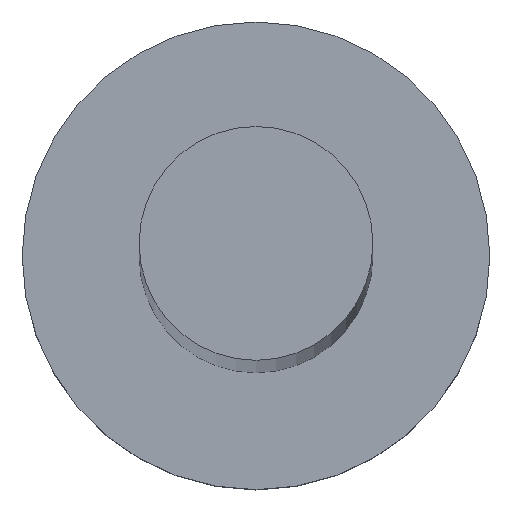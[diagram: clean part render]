
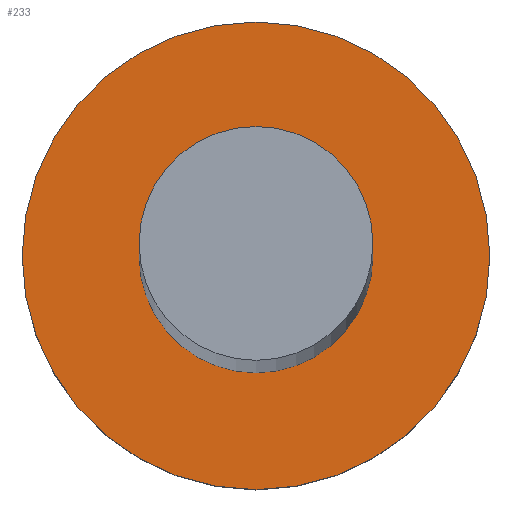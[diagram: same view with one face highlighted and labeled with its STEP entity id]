
A CAD part, top view. The second image highlights one B-rep face of the part: STEP entity #233.
In plain terms, the highlighted planar face has unit normal (0, 0, 1).
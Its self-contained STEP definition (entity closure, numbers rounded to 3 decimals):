
#6 = AXIS2_PLACEMENT_3D ( 'NONE', #163, #142, #226 ) ;
#11 = CARTESIAN_POINT ( 'NONE',  ( 4., 0., 3. ) ) ;
#14 = AXIS2_PLACEMENT_3D ( 'NONE', #35, #129, #253 ) ;
#21 = DIRECTION ( 'NONE',  ( 1., 0., 0. ) ) ;
#24 = DIRECTION ( 'NONE',  ( 0., 0., 1. ) ) ;
#27 = VERTEX_POINT ( 'NONE', #11 ) ;
#28 = CARTESIAN_POINT ( 'NONE',  ( 2., 0., 3. ) ) ;
#29 = EDGE_LOOP ( 'NONE', ( #112, #174 ) ) ;
#35 = CARTESIAN_POINT ( 'NONE',  ( 0., 0., 3. ) ) ;
#44 = FACE_BOUND ( 'NONE', #29, .T. ) ;
#51 = CARTESIAN_POINT ( 'NONE',  ( -4., 0., 3. ) ) ;
#54 = EDGE_CURVE ( 'NONE', #244, #212, #184, .T. ) ;
#55 = CARTESIAN_POINT ( 'NONE',  ( 0., 0., 3. ) ) ;
#59 = EDGE_CURVE ( 'NONE', #212, #244, #69, .T. ) ;
#60 = VERTEX_POINT ( 'NONE', #51 ) ;
#69 = CIRCLE ( 'NONE', #218, 2. ) ;
#72 = AXIS2_PLACEMENT_3D ( 'NONE', #251, #24, #194 ) ;
#86 = DIRECTION ( 'NONE',  ( 0., 0., 1. ) ) ;
#103 = CIRCLE ( 'NONE', #14, 4. ) ;
#105 = EDGE_CURVE ( 'NONE', #60, #27, #103, .T. ) ;
#110 = FACE_OUTER_BOUND ( 'NONE', #181, .T. ) ;
#112 = ORIENTED_EDGE ( 'NONE', *, *, #59, .F. ) ;
#114 = EDGE_CURVE ( 'NONE', #27, #60, #167, .T. ) ;
#122 = ORIENTED_EDGE ( 'NONE', *, *, #114, .T. ) ;
#129 = DIRECTION ( 'NONE',  ( 0., 0., 1. ) ) ;
#130 = DIRECTION ( 'NONE',  ( 0., 0., 1. ) ) ;
#142 = DIRECTION ( 'NONE',  ( 0., 0., 1. ) ) ;
#163 = CARTESIAN_POINT ( 'NONE',  ( 0., 0., 3. ) ) ;
#167 = CIRCLE ( 'NONE', #213, 4. ) ;
#174 = ORIENTED_EDGE ( 'NONE', *, *, #54, .F. ) ;
#179 = ORIENTED_EDGE ( 'NONE', *, *, #105, .T. ) ;
#181 = EDGE_LOOP ( 'NONE', ( #179, #122 ) ) ;
#184 = CIRCLE ( 'NONE', #72, 2. ) ;
#189 = DIRECTION ( 'NONE',  ( 1., 0., 0. ) ) ;
#194 = DIRECTION ( 'NONE',  ( 1., 0., 0. ) ) ;
#196 = PLANE ( 'NONE',  #6 ) ;
#212 = VERTEX_POINT ( 'NONE', #250 ) ;
#213 = AXIS2_PLACEMENT_3D ( 'NONE', #55, #86, #189 ) ;
#218 = AXIS2_PLACEMENT_3D ( 'NONE', #238, #130, #21 ) ;
#226 = DIRECTION ( 'NONE',  ( 1., 0., 0. ) ) ;
#233 = ADVANCED_FACE ( 'NONE', ( #44, #110 ), #196, .T. ) ;
#238 = CARTESIAN_POINT ( 'NONE',  ( 0., 0., 3. ) ) ;
#244 = VERTEX_POINT ( 'NONE', #28 ) ;
#250 = CARTESIAN_POINT ( 'NONE',  ( -2., 0., 3. ) ) ;
#251 = CARTESIAN_POINT ( 'NONE',  ( 0., 0., 3. ) ) ;
#253 = DIRECTION ( 'NONE',  ( 1., 0., 0. ) ) ;
